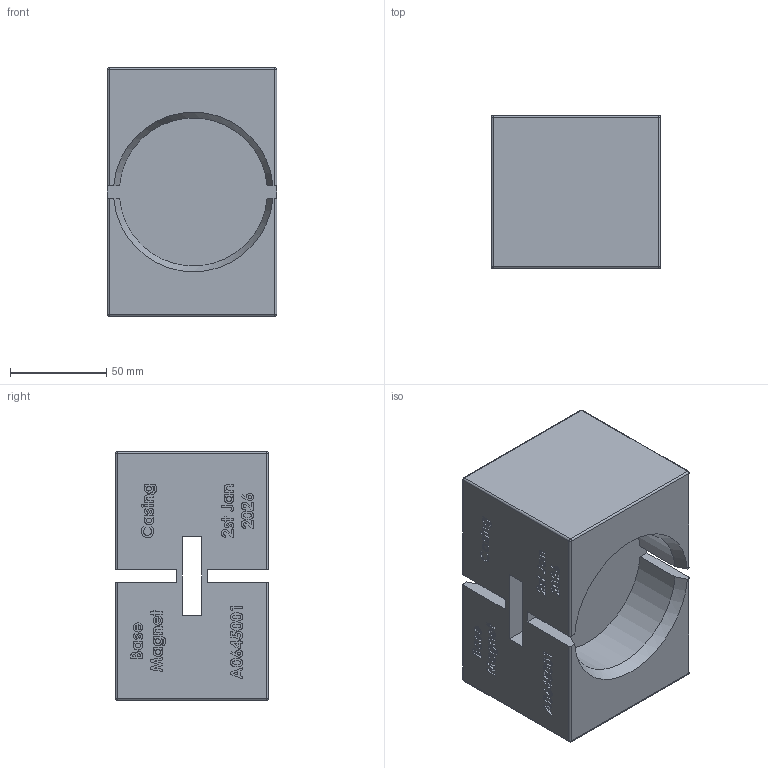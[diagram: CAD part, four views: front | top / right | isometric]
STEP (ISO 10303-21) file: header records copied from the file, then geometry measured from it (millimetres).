
FILE_DESCRIPTION(/* description */ (''),/* implementation_level */ '2;1');
FILE_NAME(/* name */ 'Base_Casing_A0645.stp',/* time_stamp */ '2026-01-08T13:55:29-05:00',/* author */ ('SCANTURK'),/* organization */ (''),/* preprocessor_version */ 'ST-DEVELOPER v20.1',/* originating_system */ 'Autodesk Inventor 2026',/* authorisation */ '');
FILE_SCHEMA (('AUTOMOTIVE_DESIGN { 1 0 10303 214 3 1 1 }'));
Length unit declared in the file: millimetre
Products named in the file (1): Base_Casing_A0645_v2
Bounding box: 88 x 79.5 x 129.1 mm (x, y, z)
Volume: 562142.4 mm3; surface area: 80252.4 mm2
Topology: 1 solids, 1 shells, 539 faces, 1428 edges, 945 vertices
Faces by surface type: plane 268, bspline 239, cylinder 20, sphere 8, cone 4
Entity records: 18406 total; most frequent: CARTESIAN_POINT 6604, ORIENTED_EDGE 2856, DIRECTION 1588, EDGE_CURVE 1428, VERTEX_POINT 944, LINE 898, VECTOR 898, EDGE_LOOP 594
